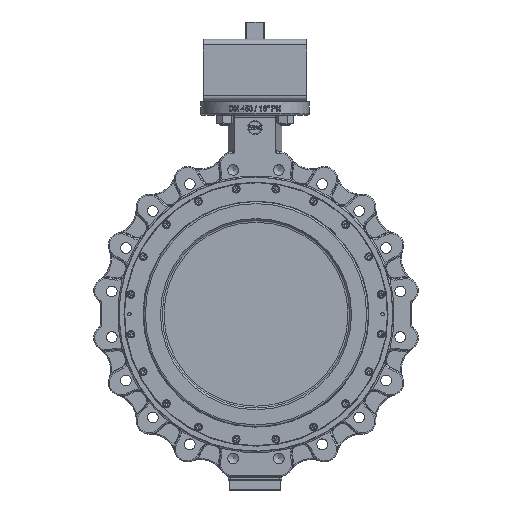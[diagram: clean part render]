
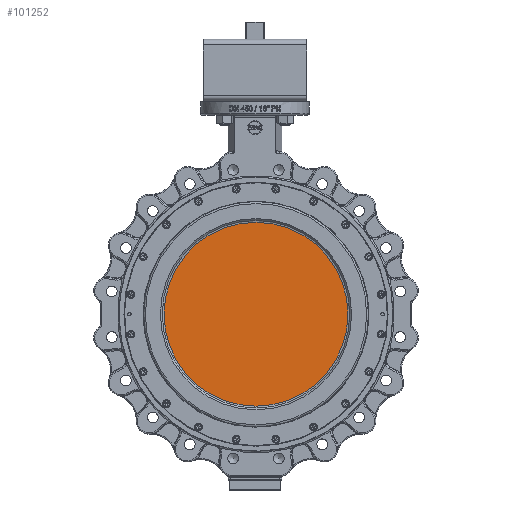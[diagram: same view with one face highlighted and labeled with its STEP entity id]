
A CAD part, top view. The second image highlights one B-rep face of the part: STEP entity #101252.
In plain terms, the highlighted planar face has unit normal (0, 0, 1).
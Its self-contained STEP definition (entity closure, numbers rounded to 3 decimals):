
#101221=CARTESIAN_POINT('',(-177.929,0.,49.));
#101222=VERTEX_POINT('',#101221);
#101223=CARTESIAN_POINT('',(0.,0.,49.));
#101224=DIRECTION('',(0.0,0.0,-1.0));
#101225=DIRECTION('',(1.0,0.0,0.0));
#101226=AXIS2_PLACEMENT_3D('',#101223,#101224,#101225);
#101227=CIRCLE('',#101226,177.929);
#101228=EDGE_CURVE('',#101222,#101222,#101227,.T.);
#101244=CARTESIAN_POINT('',(-90.,0.,49.));
#101245=DIRECTION('',(0.0,0.0,-1.0));
#101246=DIRECTION('',(0.0,-1.0,0.0));
#101247=AXIS2_PLACEMENT_3D('',#101244,#101245,#101246);
#101248=PLANE('',#101247);
#101249=ORIENTED_EDGE('',*,*,#101228,.F.);
#101250=EDGE_LOOP('',(#101249));
#101251=FACE_OUTER_BOUND('',#101250,.T.);
#101252=ADVANCED_FACE('',(#101251),#101248,.F.);
